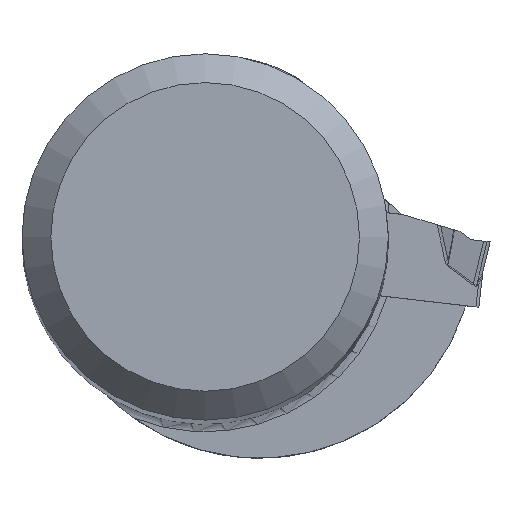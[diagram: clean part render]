
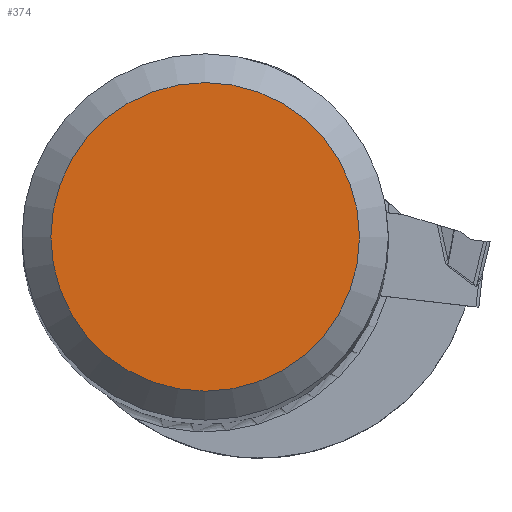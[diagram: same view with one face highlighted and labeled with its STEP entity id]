
A CAD part, top view. The second image highlights one B-rep face of the part: STEP entity #374.
In plain terms, the highlighted planar face has unit normal (0, 0, 1).
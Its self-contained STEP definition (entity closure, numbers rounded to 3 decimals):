
#235=FACE_OUTER_BOUND('',#962,.T.);
#374=ADVANCED_FACE('TB_BL_N10_SU6',(#235),#507,.T.);
#507=PLANE('',#2585);
#962=EDGE_LOOP('',(#1241));
#1241=ORIENTED_EDGE('',*,*,#2133,.T.);
#1878=VERTEX_POINT('',#3804);
#2133=EDGE_CURVE('',#1878,#1878,#2407,.T.);
#2407=CIRCLE('',#2584,10.7);
#2584=AXIS2_PLACEMENT_3D('',#3803,#2924,#2925);
#2585=AXIS2_PLACEMENT_3D('',#3805,#2926,#2927);
#2924=DIRECTION('',(0.,0.,1.));
#2925=DIRECTION('',(-1.,0.,0.));
#2926=DIRECTION('',(0.,0.,1.));
#2927=DIRECTION('',(-1.,0.,0.));
#3803=CARTESIAN_POINT('',(0.,0.,0.));
#3804=CARTESIAN_POINT('',(-10.7,0.,0.));
#3805=CARTESIAN_POINT('',(0.,0.,0.));
